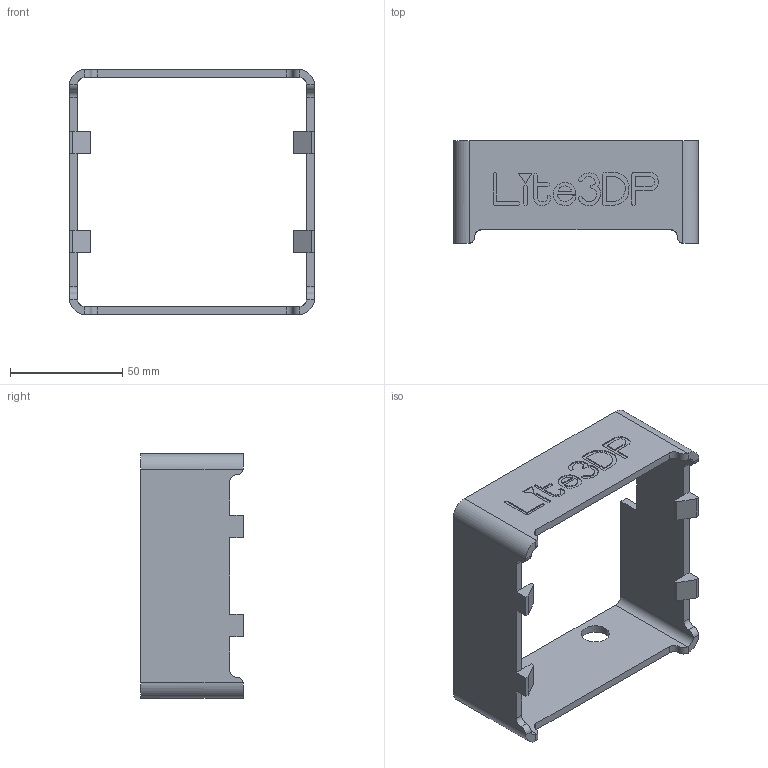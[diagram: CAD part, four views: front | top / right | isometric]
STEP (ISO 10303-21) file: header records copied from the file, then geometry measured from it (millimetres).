
FILE_DESCRIPTION (( 'STEP AP214' ), '1' );
FILE_NAME ('Modified Base.STEP', '2021-12-07T04:25:27', ( '' ), ( '' ), 'SwSTEP 2.0', 'SolidWorks 2020', '' );
FILE_SCHEMA (( 'AUTOMOTIVE_DESIGN' ));
Length unit declared in the file: millimetre
Products named in the file (1): Modified Base
Bounding box: 109 x 45.6 x 109 mm (x, y, z)
Volume: 58613.1 mm3; surface area: 37243.7 mm2
Topology: 1 solids, 1 shells, 393 faces, 1138 edges, 756 vertices
Faces by surface type: plane 367, cylinder 26
Entity records: 12758 total; most frequent: CARTESIAN_POINT 2336, ORIENTED_EDGE 2276, DIRECTION 1962, EDGE_CURVE 1138, LINE 1070, VECTOR 1070, VERTEX_POINT 756, AXIS2_PLACEMENT_3D 446
